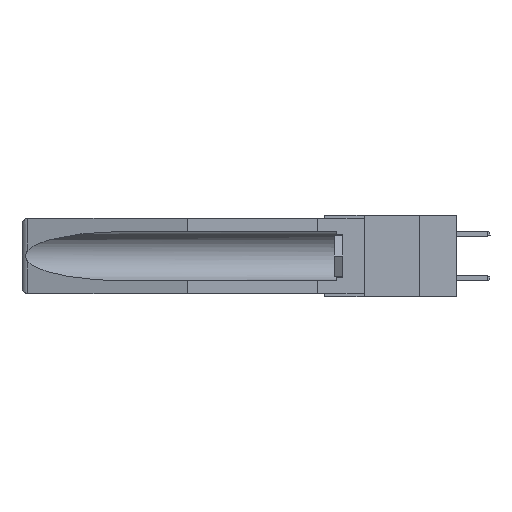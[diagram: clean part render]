
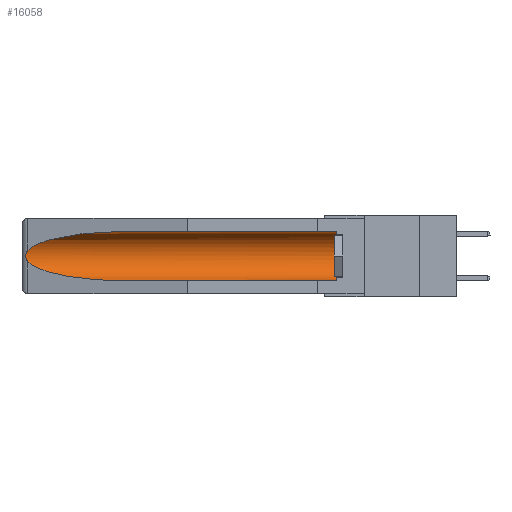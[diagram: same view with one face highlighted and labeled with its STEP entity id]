
A CAD part, left-side view. The second image highlights one B-rep face of the part: STEP entity #16058.
In plain terms, the highlighted cylindrical face has radius 2.857 mm (diameter 5.715 mm), a partial arc.
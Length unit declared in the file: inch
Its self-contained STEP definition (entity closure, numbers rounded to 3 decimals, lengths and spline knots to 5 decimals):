
#301 = CARTESIAN_POINT ( 'NONE',  ( 0.2673, 1.5327, -0.16383 ) ) ;
#775 = CARTESIAN_POINT ( 'NONE',  ( 0.155, 1.07973, -0.284 ) ) ;
#895 = EDGE_CURVE ( 'NONE', #6927, #16328, #9871, .T. ) ;
#1035 = ORIENTED_EDGE ( 'NONE', *, *, #8973, .T. ) ;
#1218 = CARTESIAN_POINT ( 'NONE',  ( 0.26654, 1.53092, -0.15636 ) ) ;
#1228 = CARTESIAN_POINT ( 'NONE',  ( 0.155, 1.07973, -0.284 ) ) ;
#1446 = CARTESIAN_POINT ( 'NONE',  ( 0.155, 1.07973, -0.059 ) ) ;
#1609 = ORIENTED_EDGE ( 'NONE', *, *, #2669, .T. ) ;
#1709 = CARTESIAN_POINT ( 'NONE',  ( 0.26537, 1.52718, -0.14972 ) ) ;
#1827 = CARTESIAN_POINT ( 'NONE',  ( 0.155, -0.30754, -0.059 ) ) ;
#1951 = CARTESIAN_POINT ( 'NONE',  ( 0.155, 0.126, -0.1715 ) ) ;
#2669 = EDGE_CURVE ( 'NONE', #6927, #4816, #10231, .T. ) ;
#3008 = CARTESIAN_POINT ( 'NONE',  ( 0.2675, 1.53308, -0.17534 ) ) ;
#3213 = CARTESIAN_POINT ( 'NONE',  ( 0.155, 0.126, -0.059 ) ) ;
#3287 = CARTESIAN_POINT ( 'NONE',  ( 0.26537, 1.52718, -0.19328 ) ) ;
#3353 = DIRECTION ( 'NONE',  ( 0., 0., 1. ) ) ;
#4072 = CARTESIAN_POINT ( 'NONE',  ( 0.26537, 1.52718, -0.19328 ) ) ;
#4284 = DIRECTION ( 'NONE',  ( 0., 0., 1. ) ) ;
#4409 = VERTEX_POINT ( 'NONE', #1709 ) ;
#4816 = VERTEX_POINT ( 'NONE', #3213 ) ;
#5272 = CARTESIAN_POINT ( 'NONE',  ( 0.25451, 1.48313, -0.24835 ) ) ;
#5644 = CARTESIAN_POINT ( 'NONE',  ( 0.155, 1.07973, -0.059 ) ) ;
#6176 = DIRECTION ( 'NONE',  ( 0., 1., 0. ) ) ;
#6230 = DIRECTION ( 'NONE',  ( 0., 1., 0. ) ) ;
#6308 = VECTOR ( 'NONE', #6230, 39.37008 ) ;
#6560 = EDGE_LOOP ( 'NONE', ( #1035, #11391, #13414, #13571, #1609, #18281 ) ) ;
#6574 = CARTESIAN_POINT ( 'NONE',  ( 0.26597, 1.52961, -0.15275 ) ) ;
#6661 = CARTESIAN_POINT ( 'NONE',  ( 0.26655, 1.53094, -0.18657 ) ) ;
#6794 = CYLINDRICAL_SURFACE ( 'NONE', #15757, 0.1125 ) ;
#6927 = VERTEX_POINT ( 'NONE', #14746 ) ;
#7004 = FACE_OUTER_BOUND ( 'NONE', #6560, .T. ) ;
#8036 =( BOUNDED_CURVE ( )  B_SPLINE_CURVE ( 3, ( #9749, #5272, #12616, #1228 ),
 .UNSPECIFIED., .F., .T. ) 
 B_SPLINE_CURVE_WITH_KNOTS ( ( 4, 4 ),
 ( 0.1948, 1.5708 ),
 .UNSPECIFIED. ) 
 CURVE ( )  GEOMETRIC_REPRESENTATION_ITEM ( )  RATIONAL_B_SPLINE_CURVE ( ( 1., 0.848, 0.848, 1. ) ) 
 REPRESENTATION_ITEM ( '' )  );
#8380 = EDGE_CURVE ( 'NONE', #4409, #9492, #10215, .T. ) ;
#8973 = EDGE_CURVE ( 'NONE', #10736, #4409, #11335, .T. ) ;
#9167 = VECTOR ( 'NONE', #6176, 39.37008 ) ;
#9492 = VERTEX_POINT ( 'NONE', #4072 ) ;
#9749 = CARTESIAN_POINT ( 'NONE',  ( 0.26537, 1.52718, -0.19328 ) ) ;
#9871 = LINE ( 'NONE', #14759, #6308 ) ;
#10215 = B_SPLINE_CURVE_WITH_KNOTS ( 'NONE', 3,
 ( #12422, #6574, #1218, #301, #12776, #3008, #12964, #6661, #15609, #3287 ),
 .UNSPECIFIED., .F., .F.,
 ( 4, 2, 2, 2, 4 ),
 ( 0., 0.00029, 0.00058, 0.00087, 0.00117 ),
 .UNSPECIFIED. ) ;
#10231 = CIRCLE ( 'NONE', #11334, 0.1125 ) ;
#10736 = VERTEX_POINT ( 'NONE', #1446 ) ;
#11190 = DIRECTION ( 'NONE',  ( 0., 1., 0. ) ) ;
#11334 = AXIS2_PLACEMENT_3D ( 'NONE', #1951, #11897, #3353 ) ;
#11335 =( BOUNDED_CURVE ( )  B_SPLINE_CURVE ( 3, ( #5644, #15267, #16664, #15212 ),
 .UNSPECIFIED., .F., .T. ) 
 B_SPLINE_CURVE_WITH_KNOTS ( ( 4, 4 ),
 ( 4.71239, 6.08839 ),
 .UNSPECIFIED. ) 
 CURVE ( )  GEOMETRIC_REPRESENTATION_ITEM ( )  RATIONAL_B_SPLINE_CURVE ( ( 1., 0.848, 0.848, 1. ) ) 
 REPRESENTATION_ITEM ( '' )  );
#11391 = ORIENTED_EDGE ( 'NONE', *, *, #8380, .T. ) ;
#11897 = DIRECTION ( 'NONE',  ( 0., -1., 0. ) ) ;
#12422 = CARTESIAN_POINT ( 'NONE',  ( 0.26537, 1.52718, -0.14972 ) ) ;
#12583 = EDGE_CURVE ( 'NONE', #9492, #16328, #8036, .T. ) ;
#12616 = CARTESIAN_POINT ( 'NONE',  ( 0.21114, 1.30732, -0.284 ) ) ;
#12776 = CARTESIAN_POINT ( 'NONE',  ( 0.2675, 1.53308, -0.16763 ) ) ;
#12964 = CARTESIAN_POINT ( 'NONE',  ( 0.2673, 1.53269, -0.17917 ) ) ;
#13414 = ORIENTED_EDGE ( 'NONE', *, *, #12583, .T. ) ;
#13571 = ORIENTED_EDGE ( 'NONE', *, *, #895, .F. ) ;
#13870 = EDGE_CURVE ( 'NONE', #4816, #10736, #18027, .T. ) ;
#14746 = CARTESIAN_POINT ( 'NONE',  ( 0.155, 0.126, -0.284 ) ) ;
#14759 = CARTESIAN_POINT ( 'NONE',  ( 0.155, -0.30754, -0.284 ) ) ;
#15212 = CARTESIAN_POINT ( 'NONE',  ( 0.26537, 1.52718, -0.14972 ) ) ;
#15267 = CARTESIAN_POINT ( 'NONE',  ( 0.21114, 1.30732, -0.059 ) ) ;
#15609 = CARTESIAN_POINT ( 'NONE',  ( 0.26597, 1.5296, -0.19026 ) ) ;
#15757 = AXIS2_PLACEMENT_3D ( 'NONE', #16845, #11190, #4284 ) ;
#16058 = ADVANCED_FACE ( 'NONE', ( #7004 ), #6794, .F. ) ;
#16328 = VERTEX_POINT ( 'NONE', #775 ) ;
#16664 = CARTESIAN_POINT ( 'NONE',  ( 0.25451, 1.48313, -0.09465 ) ) ;
#16845 = CARTESIAN_POINT ( 'NONE',  ( 0.155, -0.30754, -0.1715 ) ) ;
#18027 = LINE ( 'NONE', #1827, #9167 ) ;
#18281 = ORIENTED_EDGE ( 'NONE', *, *, #13870, .T. ) ;
